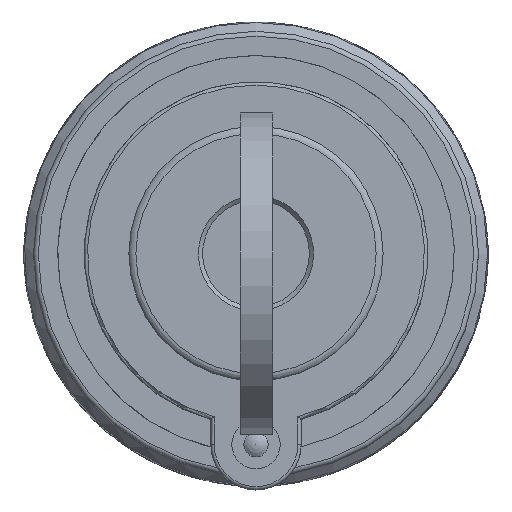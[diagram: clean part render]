
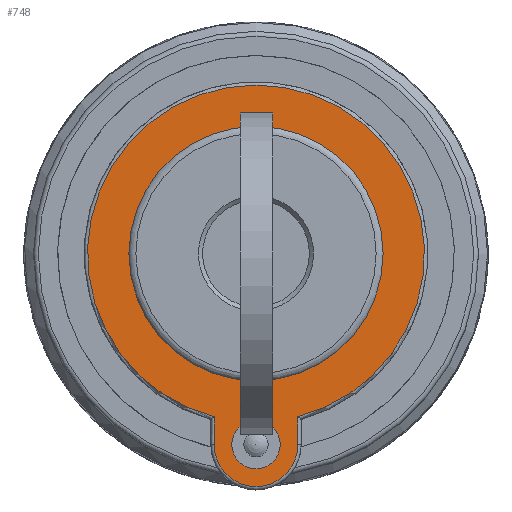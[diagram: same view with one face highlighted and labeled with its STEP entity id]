
A CAD part, top view. The second image highlights one B-rep face of the part: STEP entity #748.
In plain terms, the highlighted planar face has unit normal (0, 0, 1).
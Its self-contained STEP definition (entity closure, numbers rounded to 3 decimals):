
#748 = ADVANCED_FACE( '', ( #1706, #1707, #1708 ), #1709, .F. );
#1706 = FACE_BOUND( '', #2941, .T. );
#1707 = FACE_OUTER_BOUND( '', #2942, .T. );
#1708 = FACE_BOUND( '', #2943, .T. );
#1709 = PLANE( '', #2944 );
#2941 = EDGE_LOOP( '', ( #5457 ) );
#2942 = EDGE_LOOP( '', ( #5458, #5459, #5460, #5461 ) );
#2943 = EDGE_LOOP( '', ( #5462 ) );
#2944 = AXIS2_PLACEMENT_3D( '', #5463, #5464, #5465 );
#5457 = ORIENTED_EDGE( '', *, *, #8293, .F. );
#5458 = ORIENTED_EDGE( '', *, *, #8294, .T. );
#5459 = ORIENTED_EDGE( '', *, *, #7718, .T. );
#5460 = ORIENTED_EDGE( '', *, *, #8113, .T. );
#5461 = ORIENTED_EDGE( '', *, *, #7802, .T. );
#5462 = ORIENTED_EDGE( '', *, *, #8295, .F. );
#5463 = CARTESIAN_POINT( '', ( 0., 0., 18.95 ) );
#5464 = DIRECTION( '', ( 0., 0., -1. ) );
#5465 = DIRECTION( '', ( 0., 1., 0. ) );
#7718 = EDGE_CURVE( '', #9333, #9338, #9340, .T. );
#7802 = EDGE_CURVE( '', #9475, #9479, #9481, .T. );
#8113 = EDGE_CURVE( '', #9338, #9475, #9977, .T. );
#8293 = EDGE_CURVE( '', #10230, #10230, #10231, .F. );
#8294 = EDGE_CURVE( '', #9479, #9333, #10232, .T. );
#8295 = EDGE_CURVE( '', #10233, #10233, #10234, .F. );
#9333 = VERTEX_POINT( '', #11613 );
#9338 = VERTEX_POINT( '', #11618 );
#9340 = CIRCLE( '', #11620, 2.6 );
#9475 = VERTEX_POINT( '', #11860 );
#9479 = VERTEX_POINT( '', #11869 );
#9481 = CIRCLE( '', #11876, 10.45 );
#9977 = LINE( '', #12643, #12644 );
#10230 = VERTEX_POINT( '', #13121 );
#10231 = CIRCLE( '', #13122, 7.883 );
#10232 = LINE( '', #13123, #13124 );
#10233 = VERTEX_POINT( '', #13125 );
#10234 = CIRCLE( '', #13126, 1.5 );
#11613 = CARTESIAN_POINT( '', ( -2.6, -11.85, 18.95 ) );
#11618 = CARTESIAN_POINT( '', ( 2.6, -11.85, 18.95 ) );
#11620 = AXIS2_PLACEMENT_3D( '', #14567, #14568, #14569 );
#11860 = CARTESIAN_POINT( '', ( 2.6, -10.121, 18.95 ) );
#11869 = CARTESIAN_POINT( '', ( -2.6, -10.121, 18.95 ) );
#11876 = AXIS2_PLACEMENT_3D( '', #14659, #14660, #14661 );
#12643 = CARTESIAN_POINT( '', ( 2.6, 0., 18.95 ) );
#12644 = VECTOR( '', #15029, 1000. );
#13121 = CARTESIAN_POINT( '', ( 0., 7.883, 18.95 ) );
#13122 = AXIS2_PLACEMENT_3D( '', #15185, #15186, #15187 );
#13123 = CARTESIAN_POINT( '', ( -2.6, 0., 18.95 ) );
#13124 = VECTOR( '', #15188, 1000. );
#13125 = CARTESIAN_POINT( '', ( 1.5, -11.85, 18.95 ) );
#13126 = AXIS2_PLACEMENT_3D( '', #15189, #15190, #15191 );
#14567 = CARTESIAN_POINT( '', ( 0., -11.85, 18.95 ) );
#14568 = DIRECTION( '', ( 0., 0., 1. ) );
#14569 = DIRECTION( '', ( 1., 0., 0. ) );
#14659 = CARTESIAN_POINT( '', ( 0., 0., 18.95 ) );
#14660 = DIRECTION( '', ( 0., 0., 1. ) );
#14661 = DIRECTION( '', ( 1., 0., 0. ) );
#15029 = DIRECTION( '', ( 0., 1., 0. ) );
#15185 = CARTESIAN_POINT( '', ( 0., 0., 18.95 ) );
#15186 = DIRECTION( '', ( 0., 0., -1. ) );
#15187 = DIRECTION( '', ( 0., 1., 0. ) );
#15188 = DIRECTION( '', ( 0., -1., 0. ) );
#15189 = CARTESIAN_POINT( '', ( 0., -11.85, 18.95 ) );
#15190 = DIRECTION( '', ( 0., 0., -1. ) );
#15191 = DIRECTION( '', ( 1., 0., 0. ) );
